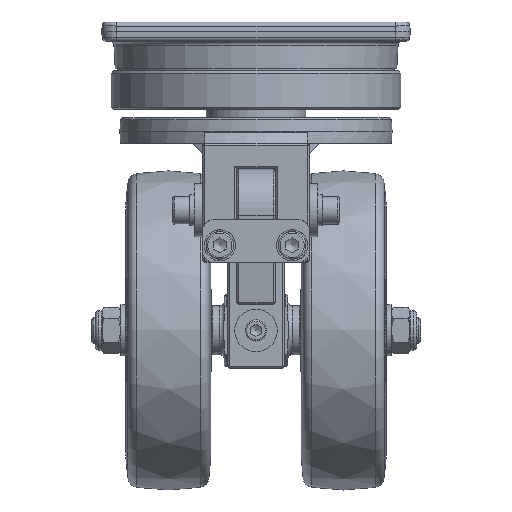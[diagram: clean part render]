
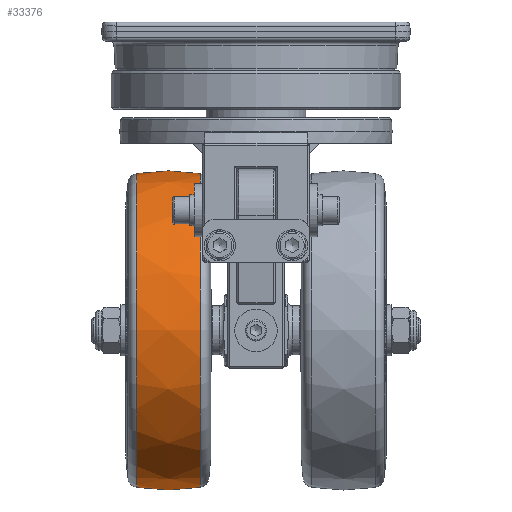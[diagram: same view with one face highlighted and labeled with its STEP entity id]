
A CAD part, left-side view. The second image highlights one B-rep face of the part: STEP entity #33376.
In plain terms, the highlighted free-form (B-spline) face has degree [2, 2] with [3, 9] control points.
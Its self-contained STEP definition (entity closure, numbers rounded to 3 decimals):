
#13=(
BOUNDED_SURFACE()
B_SPLINE_SURFACE(2,2,((#53497,#53498,#53499,#53500,#53501,#53502,#53503,
#53504,#53505),(#53506,#53507,#53508,#53509,#53510,#53511,#53512,#53513,
#53514),(#53515,#53516,#53517,#53518,#53519,#53520,#53521,#53522,#53523)),
 .UNSPECIFIED.,.F.,.T.,.F.)
B_SPLINE_SURFACE_WITH_KNOTS((3,3),(3,2,2,2,3),(-0.167,0.167),
(-3.142,-1.571,0.,1.571,3.142),
 .UNSPECIFIED.)
GEOMETRIC_REPRESENTATION_ITEM()
RATIONAL_B_SPLINE_SURFACE(((1.,0.707,1.,0.707,1.,
0.707,1.,0.707,1.),(0.986,0.697,
0.986,0.697,0.986,0.697,
0.986,0.697,0.986),(1.,0.707,
1.,0.707,1.,0.707,1.,0.707,1.)))
REPRESENTATION_ITEM('')
SURFACE()
);
#6359=FACE_OUTER_BOUND('',#8313,.T.);
#8313=EDGE_LOOP('',(#27530,#27531,#27532,#27533,#27534,#27535));
#14253=CIRCLE('',#35794,73.749);
#14254=CIRCLE('',#35795,73.749);
#14255=CIRCLE('',#35796,90.);
#14256=CIRCLE('',#35797,73.749);
#14257=CIRCLE('',#35798,73.749);
#16225=VERTEX_POINT('',#53492);
#16226=VERTEX_POINT('',#53494);
#16227=VERTEX_POINT('',#53524);
#16228=VERTEX_POINT('',#53526);
#20256=EDGE_CURVE('',#16225,#16226,#14253,.T.);
#20257=EDGE_CURVE('',#16226,#16225,#14254,.T.);
#20258=EDGE_CURVE('',#16225,#16227,#14255,.T.);
#20259=EDGE_CURVE('',#16227,#16228,#14256,.T.);
#20260=EDGE_CURVE('',#16228,#16227,#14257,.T.);
#27530=ORIENTED_EDGE('',*,*,#20257,.F.);
#27531=ORIENTED_EDGE('',*,*,#20256,.F.);
#27532=ORIENTED_EDGE('',*,*,#20258,.T.);
#27533=ORIENTED_EDGE('',*,*,#20259,.T.);
#27534=ORIENTED_EDGE('',*,*,#20260,.T.);
#27535=ORIENTED_EDGE('',*,*,#20258,.F.);
#33376=ADVANCED_FACE('',(#6359),#13,.F.);
#35794=AXIS2_PLACEMENT_3D('',#53495,#41002,#41003);
#35795=AXIS2_PLACEMENT_3D('',#53496,#41004,#41005);
#35796=AXIS2_PLACEMENT_3D('',#53525,#41006,#41007);
#35797=AXIS2_PLACEMENT_3D('',#53527,#41008,#41009);
#35798=AXIS2_PLACEMENT_3D('',#53528,#41010,#41011);
#41002=DIRECTION('center_axis',(0.,-1.,0.));
#41003=DIRECTION('ref_axis',(-1.,0.,0.));
#41004=DIRECTION('center_axis',(0.,-1.,0.));
#41005=DIRECTION('ref_axis',(-1.,0.,0.));
#41006=DIRECTION('center_axis',(0.,0.,
1.));
#41007=DIRECTION('ref_axis',(1.,0.,0.));
#41008=DIRECTION('center_axis',(0.,-1.,0.));
#41009=DIRECTION('ref_axis',(-1.,0.,0.));
#41010=DIRECTION('center_axis',(0.,-1.,0.));
#41011=DIRECTION('ref_axis',(-1.,0.,0.));
#53492=CARTESIAN_POINT('',(108.749,26.247,-145.));
#53494=CARTESIAN_POINT('',(-38.749,26.247,-145.));
#53495=CARTESIAN_POINT('Origin',(35.,26.247,-145.));
#53496=CARTESIAN_POINT('Origin',(35.,26.247,-145.));
#53497=CARTESIAN_POINT('Ctrl Pts',(108.749,56.153,-145.));
#53498=CARTESIAN_POINT('Ctrl Pts',(108.749,56.153,-71.251));
#53499=CARTESIAN_POINT('Ctrl Pts',(35.,56.153,-71.251));
#53500=CARTESIAN_POINT('Ctrl Pts',(-38.749,56.153,-71.251));
#53501=CARTESIAN_POINT('Ctrl Pts',(-38.749,56.153,-145.));
#53502=CARTESIAN_POINT('Ctrl Pts',(-38.749,56.153,-218.749));
#53503=CARTESIAN_POINT('Ctrl Pts',(35.,56.153,-218.749));
#53504=CARTESIAN_POINT('Ctrl Pts',(108.749,56.153,-218.749));
#53505=CARTESIAN_POINT('Ctrl Pts',(108.749,56.153,-145.));
#53506=CARTESIAN_POINT('Ctrl Pts',(111.268,41.2,-145.));
#53507=CARTESIAN_POINT('Ctrl Pts',(111.268,41.2,-68.732));
#53508=CARTESIAN_POINT('Ctrl Pts',(35.,41.2,-68.732));
#53509=CARTESIAN_POINT('Ctrl Pts',(-41.268,41.2,-68.732));
#53510=CARTESIAN_POINT('Ctrl Pts',(-41.268,41.2,-145.));
#53511=CARTESIAN_POINT('Ctrl Pts',(-41.268,41.2,-221.268));
#53512=CARTESIAN_POINT('Ctrl Pts',(35.,41.2,-221.268));
#53513=CARTESIAN_POINT('Ctrl Pts',(111.268,41.2,-221.268));
#53514=CARTESIAN_POINT('Ctrl Pts',(111.268,41.2,-145.));
#53515=CARTESIAN_POINT('Ctrl Pts',(108.749,26.247,-145.));
#53516=CARTESIAN_POINT('Ctrl Pts',(108.749,26.247,-71.251));
#53517=CARTESIAN_POINT('Ctrl Pts',(35.,26.247,-71.251));
#53518=CARTESIAN_POINT('Ctrl Pts',(-38.749,26.247,-71.251));
#53519=CARTESIAN_POINT('Ctrl Pts',(-38.749,26.247,-145.));
#53520=CARTESIAN_POINT('Ctrl Pts',(-38.749,26.247,-218.749));
#53521=CARTESIAN_POINT('Ctrl Pts',(35.,26.247,-218.749));
#53522=CARTESIAN_POINT('Ctrl Pts',(108.749,26.247,-218.749));
#53523=CARTESIAN_POINT('Ctrl Pts',(108.749,26.247,-145.));
#53524=CARTESIAN_POINT('',(108.749,56.153,-145.));
#53525=CARTESIAN_POINT('Origin',(20.,41.2,-145.));
#53526=CARTESIAN_POINT('',(-38.749,56.153,-145.));
#53527=CARTESIAN_POINT('Origin',(35.,56.153,-145.));
#53528=CARTESIAN_POINT('Origin',(35.,56.153,-145.));
